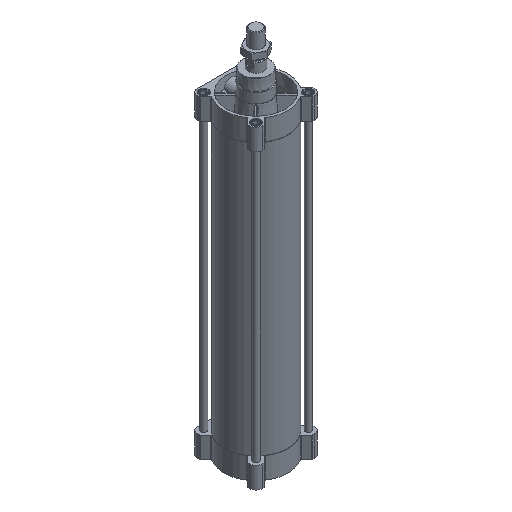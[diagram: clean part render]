
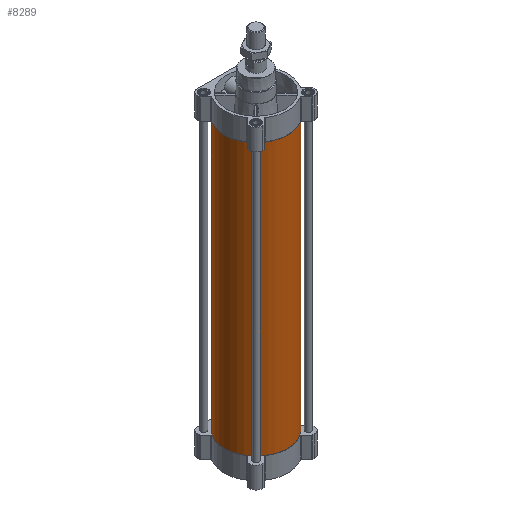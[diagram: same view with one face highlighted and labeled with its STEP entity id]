
A CAD part, isometric view. The second image highlights one B-rep face of the part: STEP entity #8289.
In plain terms, the highlighted cylindrical face has radius 66.5 mm (diameter 133 mm), a full revolution.
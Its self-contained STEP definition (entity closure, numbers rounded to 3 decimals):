
#1087=CIRCLE('',#8818,66.5);
#1092=CIRCLE('',#8828,66.5);
#1740=ORIENTED_EDGE('',*,*,#3259,.F.);
#1741=ORIENTED_EDGE('',*,*,#3254,.F.);
#3254=EDGE_CURVE('',#4017,#4017,#1087,.T.);
#3259=EDGE_CURVE('',#4022,#4022,#1092,.F.);
#4017=VERTEX_POINT('',#12299);
#4022=VERTEX_POINT('',#12314);
#4641=EDGE_LOOP('',(#1740));
#4642=EDGE_LOOP('',(#1741));
#5174=FACE_BOUND('',#4641,.T.);
#5175=FACE_BOUND('',#4642,.T.);
#5625=CYLINDRICAL_SURFACE('',#8827,66.5);
#8289=ADVANCED_FACE('',(#5174,#5175),#5625,.T.);
#8818=AXIS2_PLACEMENT_3D('',#12298,#9789,#9790);
#8827=AXIS2_PLACEMENT_3D('',#12312,#9807,#9808);
#8828=AXIS2_PLACEMENT_3D('',#12313,#9809,#9810);
#9789=DIRECTION('',(0.,0.,1.));
#9790=DIRECTION('',(1.,0.,0.));
#9807=DIRECTION('',(0.,0.,1.));
#9808=DIRECTION('',(1.,0.,0.));
#9809=DIRECTION('',(0.,0.,1.));
#9810=DIRECTION('',(1.,0.,0.));
#12298=CARTESIAN_POINT('',(0.,0.,-44.7));
#12299=CARTESIAN_POINT('',(66.5,0.,-44.7));
#12312=CARTESIAN_POINT('',(0.,0.,-615.3));
#12313=CARTESIAN_POINT('',(0.,0.,-615.3));
#12314=CARTESIAN_POINT('',(66.5,0.,-615.3));
